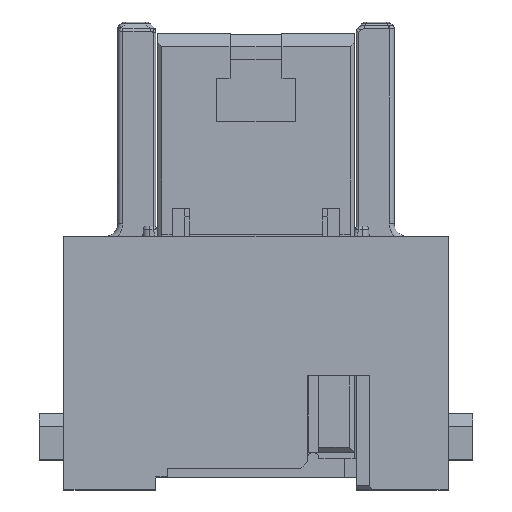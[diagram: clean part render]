
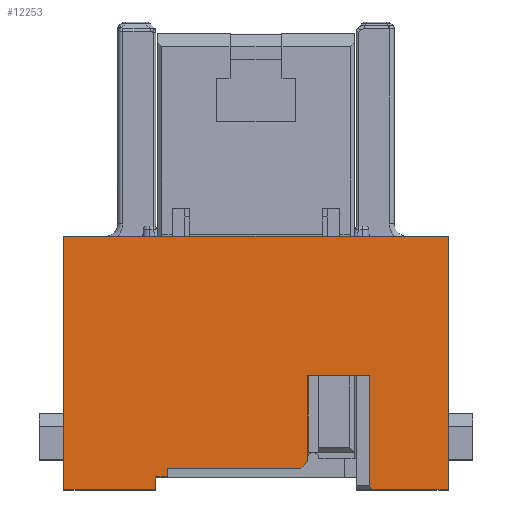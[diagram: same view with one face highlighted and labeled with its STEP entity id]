
A CAD part, top view. The second image highlights one B-rep face of the part: STEP entity #12253.
In plain terms, the highlighted planar face has unit normal (0, 0, 1).
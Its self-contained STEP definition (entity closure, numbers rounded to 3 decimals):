
#1868=DIRECTION('',(0.,1.,0.));
#1869=VECTOR('',#1868,1.);
#1870=CARTESIAN_POINT('',(-7.9,-2.95,7.524));
#1871=LINE('',#1870,#1869);
#2392=DIRECTION('',(1.,0.,0.));
#2393=VECTOR('',#2392,10.54);
#2394=CARTESIAN_POINT('',(-7.,-1.25,7.524));
#2395=LINE('',#2394,#2393);
#2408=DIRECTION('',(0.,1.,0.));
#2409=VECTOR('',#2408,0.7);
#2410=CARTESIAN_POINT('',(-7.,-1.95,7.524));
#2411=LINE('',#2410,#2409);
#2424=DIRECTION('',(1.,0.,0.));
#2425=VECTOR('',#2424,0.9);
#2426=CARTESIAN_POINT('',(-7.9,-1.95,7.524));
#2427=LINE('',#2426,#2425);
#2428=DIRECTION('',(0.,-1.,0.));
#2429=VECTOR('',#2428,20.);
#2430=CARTESIAN_POINT('',(15.15,17.05,7.524));
#2431=LINE('',#2430,#2429);
#2432=DIRECTION('',(-0.707,0.707,0.));
#2433=VECTOR('',#2432,0.424);
#2434=CARTESIAN_POINT('',(9.24,-2.95,7.524));
#2435=LINE('',#2434,#2433);
#2436=DIRECTION('',(-0.707,-0.707,0.));
#2437=VECTOR('',#2436,0.707);
#2438=CARTESIAN_POINT('',(4.04,-0.75,7.524));
#2439=LINE('',#2438,#2437);
#2440=DIRECTION('',(1.,0.,0.));
#2441=VECTOR('',#2440,7.25);
#2442=CARTESIAN_POINT('',(-15.15,-2.95,7.524));
#2443=LINE('',#2442,#2441);
#3072=DIRECTION('',(-1.,0.,0.));
#3073=VECTOR('',#3072,30.3);
#3074=CARTESIAN_POINT('',(15.15,17.05,7.524));
#3075=LINE('',#3074,#3073);
#3366=DIRECTION('',(1.,0.,0.));
#3367=VECTOR('',#3366,5.91);
#3368=CARTESIAN_POINT('',(9.24,-2.95,7.524));
#3369=LINE('',#3368,#3367);
#3410=DIRECTION('',(1.,0.,0.));
#3411=VECTOR('',#3410,4.9);
#3412=CARTESIAN_POINT('',(4.04,6.05,7.524));
#3413=LINE('',#3412,#3411);
#3444=DIRECTION('',(0.,1.,0.));
#3445=VECTOR('',#3444,6.8);
#3446=CARTESIAN_POINT('',(4.04,-0.75,7.524));
#3447=LINE('',#3446,#3445);
#3456=DIRECTION('',(0.,-1.,0.));
#3457=VECTOR('',#3456,8.7);
#3458=CARTESIAN_POINT('',(8.94,6.05,7.524));
#3459=LINE('',#3458,#3457);
#4099=DIRECTION('',(0.,-1.,0.));
#4100=VECTOR('',#4099,20.);
#4101=CARTESIAN_POINT('',(-15.15,17.05,7.524));
#4102=LINE('',#4101,#4100);
#8446=CARTESIAN_POINT('',(-7.9,-2.95,7.524));
#8447=VERTEX_POINT('',#8446);
#8448=CARTESIAN_POINT('',(-7.9,-1.95,7.524));
#8449=VERTEX_POINT('',#8448);
#8487=CARTESIAN_POINT('',(15.15,17.05,7.524));
#8488=VERTEX_POINT('',#8487);
#8489=CARTESIAN_POINT('',(-15.15,17.05,7.524));
#8490=VERTEX_POINT('',#8489);
#8700=CARTESIAN_POINT('',(-15.15,-2.95,7.524));
#8701=VERTEX_POINT('',#8700);
#8714=CARTESIAN_POINT('',(15.15,-2.95,7.524));
#8715=VERTEX_POINT('',#8714);
#8716=CARTESIAN_POINT('',(9.24,-2.95,7.524));
#8717=VERTEX_POINT('',#8716);
#8718=CARTESIAN_POINT('',(8.94,-2.65,7.524));
#8719=VERTEX_POINT('',#8718);
#8720=CARTESIAN_POINT('',(8.94,6.05,7.524));
#8721=VERTEX_POINT('',#8720);
#8722=CARTESIAN_POINT('',(4.04,6.05,7.524));
#8723=VERTEX_POINT('',#8722);
#8724=CARTESIAN_POINT('',(4.04,-0.75,7.524));
#8725=VERTEX_POINT('',#8724);
#8726=CARTESIAN_POINT('',(3.54,-1.25,7.524));
#8727=VERTEX_POINT('',#8726);
#8728=CARTESIAN_POINT('',(-7.,-1.25,7.524));
#8729=VERTEX_POINT('',#8728);
#8730=CARTESIAN_POINT('',(-7.,-1.95,7.524));
#8731=VERTEX_POINT('',#8730);
#12222=CARTESIAN_POINT('',(0.,17.05,7.524));
#12223=DIRECTION('',(0.,0.,1.));
#12224=DIRECTION('',(0.,-1.,0.));
#12225=AXIS2_PLACEMENT_3D('',#12222,#12223,#12224);
#12226=PLANE('',#12225);
#12228=ORIENTED_EDGE('',*,*,#12227,.F.);
#12230=ORIENTED_EDGE('',*,*,#12229,.F.);
#12232=ORIENTED_EDGE('',*,*,#12231,.F.);
#12234=ORIENTED_EDGE('',*,*,#12233,.T.);
#12236=ORIENTED_EDGE('',*,*,#12235,.F.);
#12238=ORIENTED_EDGE('',*,*,#12237,.T.);
#12240=ORIENTED_EDGE('',*,*,#12239,.F.);
#12242=ORIENTED_EDGE('',*,*,#12241,.F.);
#12244=ORIENTED_EDGE('',*,*,#12243,.F.);
#12246=ORIENTED_EDGE('',*,*,#12245,.T.);
#12247=ORIENTED_EDGE('',*,*,#12180,.F.);
#12248=ORIENTED_EDGE('',*,*,#12197,.F.);
#12249=ORIENTED_EDGE('',*,*,#12214,.F.);
#12250=ORIENTED_EDGE('',*,*,#11347,.F.);
#12251=EDGE_LOOP('',(#12228,#12230,#12232,#12234,#12236,#12238,#12240,#12242,
#12244,#12246,#12247,#12248,#12249,#12250));
#12252=FACE_OUTER_BOUND('',#12251,.F.);
#11347=EDGE_CURVE('',#8447,#8449,#1871,.T.);
#12180=EDGE_CURVE('',#8729,#8727,#2395,.T.);
#12197=EDGE_CURVE('',#8731,#8729,#2411,.T.);
#12214=EDGE_CURVE('',#8449,#8731,#2427,.T.);
#12227=EDGE_CURVE('',#8701,#8447,#2443,.T.);
#12229=EDGE_CURVE('',#8490,#8701,#4102,.T.);
#12231=EDGE_CURVE('',#8488,#8490,#3075,.T.);
#12233=EDGE_CURVE('',#8488,#8715,#2431,.T.);
#12235=EDGE_CURVE('',#8717,#8715,#3369,.T.);
#12237=EDGE_CURVE('',#8717,#8719,#2435,.T.);
#12239=EDGE_CURVE('',#8721,#8719,#3459,.T.);
#12241=EDGE_CURVE('',#8723,#8721,#3413,.T.);
#12243=EDGE_CURVE('',#8725,#8723,#3447,.T.);
#12245=EDGE_CURVE('',#8725,#8727,#2439,.T.);
#12253=ADVANCED_FACE('',(#12252),#12226,.T.);
